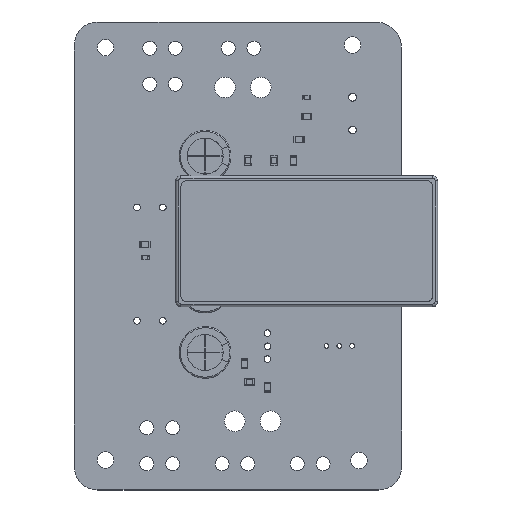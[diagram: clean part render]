
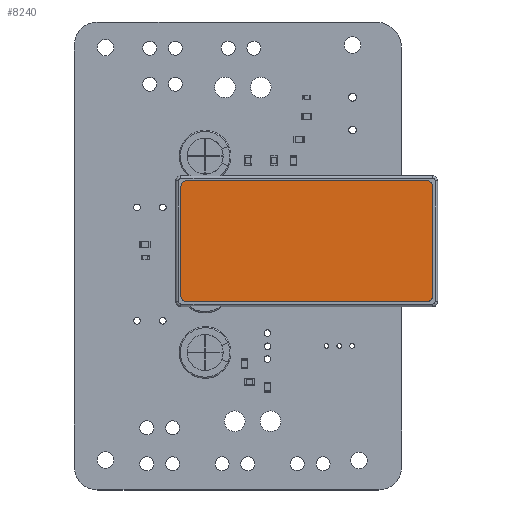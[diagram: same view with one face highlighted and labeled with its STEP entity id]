
A CAD part, top view. The second image highlights one B-rep face of the part: STEP entity #8240.
In plain terms, the highlighted planar face has unit normal (0, 0, 1).
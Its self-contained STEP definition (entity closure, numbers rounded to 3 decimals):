
#7586 = PLANE('',#7587);
#7587 = AXIS2_PLACEMENT_3D('',#7588,#7589,#7590);
#7588 = CARTESIAN_POINT('',(14.24,-34.56,10.2));
#7589 = DIRECTION('',(0.,-1.,0.));
#7590 = DIRECTION('',(-1.,0.,0.));
#7619 = CYLINDRICAL_SURFACE('',#7620,1.);
#7620 = AXIS2_PLACEMENT_3D('',#7621,#7622,#7623);
#7621 = CARTESIAN_POINT('',(13.24,-33.56,10.2));
#7622 = DIRECTION('',(0.,0.,1.));
#7623 = DIRECTION('',(0.,-1.,0.));
#7647 = PLANE('',#7648);
#7648 = AXIS2_PLACEMENT_3D('',#7649,#7650,#7651);
#7649 = CARTESIAN_POINT('',(14.24,14.24,10.2));
#7650 = DIRECTION('',(1.,0.,0.));
#7651 = DIRECTION('',(0.,-1.,0.));
#7680 = CYLINDRICAL_SURFACE('',#7681,1.);
#7681 = AXIS2_PLACEMENT_3D('',#7682,#7683,#7684);
#7682 = CARTESIAN_POINT('',(13.24,13.24,10.2));
#7683 = DIRECTION('',(0.,0.,1.));
#7684 = DIRECTION('',(1.,0.,-0.));
#7708 = PLANE('',#7709);
#7709 = AXIS2_PLACEMENT_3D('',#7710,#7711,#7712);
#7710 = CARTESIAN_POINT('',(-9.16,14.24,10.2));
#7711 = DIRECTION('',(0.,1.,0.));
#7712 = DIRECTION('',(1.,0.,0.));
#7741 = CYLINDRICAL_SURFACE('',#7742,1.);
#7742 = AXIS2_PLACEMENT_3D('',#7743,#7744,#7745);
#7743 = CARTESIAN_POINT('',(-8.16,13.24,10.2));
#7744 = DIRECTION('',(0.,0.,1.));
#7745 = DIRECTION('',(-1.,0.,0.));
#7769 = PLANE('',#7770);
#7770 = AXIS2_PLACEMENT_3D('',#7771,#7772,#7773);
#7771 = CARTESIAN_POINT('',(-9.16,-34.56,10.2));
#7772 = DIRECTION('',(-1.,0.,0.));
#7773 = DIRECTION('',(0.,1.,0.));
#7800 = CYLINDRICAL_SURFACE('',#7801,1.);
#7801 = AXIS2_PLACEMENT_3D('',#7802,#7803,#7804);
#7802 = CARTESIAN_POINT('',(-8.16,-33.56,10.2));
#7803 = DIRECTION('',(0.,0.,1.));
#7804 = DIRECTION('',(0.,-1.,0.));
#7837 = VERTEX_POINT('',#7838);
#7838 = CARTESIAN_POINT('',(13.24,-34.56,10.4));
#7859 = EDGE_CURVE('',#7837,#7860,#7862,.T.);
#7860 = VERTEX_POINT('',#7861);
#7861 = CARTESIAN_POINT('',(-8.16,-34.56,10.4));
#7862 = SURFACE_CURVE('',#7863,(#7867,#7874),.PCURVE_S1.);
#7863 = LINE('',#7864,#7865);
#7864 = CARTESIAN_POINT('',(14.24,-34.56,10.4));
#7865 = VECTOR('',#7866,1.);
#7866 = DIRECTION('',(-1.,0.,0.));
#7867 = PCURVE('',#7586,#7868);
#7868 = DEFINITIONAL_REPRESENTATION('',(#7869),#7873);
#7869 = LINE('',#7870,#7871);
#7870 = CARTESIAN_POINT('',(0.,-0.2));
#7871 = VECTOR('',#7872,1.);
#7872 = DIRECTION('',(1.,0.));
#7873 = ( GEOMETRIC_REPRESENTATION_CONTEXT(2) 
PARAMETRIC_REPRESENTATION_CONTEXT() REPRESENTATION_CONTEXT('2D SPACE',''
  ) );
#7874 = PCURVE('',#7875,#7880);
#7875 = PLANE('',#7876);
#7876 = AXIS2_PLACEMENT_3D('',#7877,#7878,#7879);
#7877 = CARTESIAN_POINT('',(2.54,-10.16,10.4));
#7878 = DIRECTION('',(-0.,-0.,-1.));
#7879 = DIRECTION('',(-1.,0.,0.));
#7880 = DEFINITIONAL_REPRESENTATION('',(#7881),#7885);
#7881 = LINE('',#7882,#7883);
#7882 = CARTESIAN_POINT('',(-11.7,-24.4));
#7883 = VECTOR('',#7884,1.);
#7884 = DIRECTION('',(1.,0.));
#7885 = ( GEOMETRIC_REPRESENTATION_CONTEXT(2) 
PARAMETRIC_REPRESENTATION_CONTEXT() REPRESENTATION_CONTEXT('2D SPACE',''
  ) );
#7911 = EDGE_CURVE('',#7860,#7912,#7914,.T.);
#7912 = VERTEX_POINT('',#7913);
#7913 = CARTESIAN_POINT('',(-9.16,-33.56,10.4));
#7914 = SURFACE_CURVE('',#7915,(#7920,#7927),.PCURVE_S1.);
#7915 = CIRCLE('',#7916,1.);
#7916 = AXIS2_PLACEMENT_3D('',#7917,#7918,#7919);
#7917 = CARTESIAN_POINT('',(-8.16,-33.56,10.4));
#7918 = DIRECTION('',(-0.,-0.,-1.));
#7919 = DIRECTION('',(0.,-1.,0.));
#7920 = PCURVE('',#7800,#7921);
#7921 = DEFINITIONAL_REPRESENTATION('',(#7922),#7926);
#7922 = LINE('',#7923,#7924);
#7923 = CARTESIAN_POINT('',(6.283,0.2));
#7924 = VECTOR('',#7925,1.);
#7925 = DIRECTION('',(-1.,0.));
#7926 = ( GEOMETRIC_REPRESENTATION_CONTEXT(2) 
PARAMETRIC_REPRESENTATION_CONTEXT() REPRESENTATION_CONTEXT('2D SPACE',''
  ) );
#7927 = PCURVE('',#7875,#7928);
#7928 = DEFINITIONAL_REPRESENTATION('',(#7929),#7933);
#7929 = CIRCLE('',#7930,1.);
#7930 = AXIS2_PLACEMENT_2D('',#7931,#7932);
#7931 = CARTESIAN_POINT('',(10.7,-23.4));
#7932 = DIRECTION('',(0.,-1.));
#7933 = ( GEOMETRIC_REPRESENTATION_CONTEXT(2) 
PARAMETRIC_REPRESENTATION_CONTEXT() REPRESENTATION_CONTEXT('2D SPACE',''
  ) );
#7962 = VERTEX_POINT('',#7963);
#7963 = CARTESIAN_POINT('',(-9.16,13.24,10.4));
#7986 = EDGE_CURVE('',#7912,#7962,#7987,.T.);
#7987 = SURFACE_CURVE('',#7988,(#7992,#7999),.PCURVE_S1.);
#7988 = LINE('',#7989,#7990);
#7989 = CARTESIAN_POINT('',(-9.16,-34.56,10.4));
#7990 = VECTOR('',#7991,1.);
#7991 = DIRECTION('',(0.,1.,0.));
#7992 = PCURVE('',#7769,#7993);
#7993 = DEFINITIONAL_REPRESENTATION('',(#7994),#7998);
#7994 = LINE('',#7995,#7996);
#7995 = CARTESIAN_POINT('',(0.,-0.2));
#7996 = VECTOR('',#7997,1.);
#7997 = DIRECTION('',(1.,0.));
#7998 = ( GEOMETRIC_REPRESENTATION_CONTEXT(2) 
PARAMETRIC_REPRESENTATION_CONTEXT() REPRESENTATION_CONTEXT('2D SPACE',''
  ) );
#7999 = PCURVE('',#7875,#8000);
#8000 = DEFINITIONAL_REPRESENTATION('',(#8001),#8005);
#8001 = LINE('',#8002,#8003);
#8002 = CARTESIAN_POINT('',(11.7,-24.4));
#8003 = VECTOR('',#8004,1.);
#8004 = DIRECTION('',(0.,1.));
#8005 = ( GEOMETRIC_REPRESENTATION_CONTEXT(2) 
PARAMETRIC_REPRESENTATION_CONTEXT() REPRESENTATION_CONTEXT('2D SPACE',''
  ) );
#8010 = EDGE_CURVE('',#7962,#8011,#8013,.T.);
#8011 = VERTEX_POINT('',#8012);
#8012 = CARTESIAN_POINT('',(-8.16,14.24,10.4));
#8013 = SURFACE_CURVE('',#8014,(#8019,#8026),.PCURVE_S1.);
#8014 = CIRCLE('',#8015,1.);
#8015 = AXIS2_PLACEMENT_3D('',#8016,#8017,#8018);
#8016 = CARTESIAN_POINT('',(-8.16,13.24,10.4));
#8017 = DIRECTION('',(-0.,-0.,-1.));
#8018 = DIRECTION('',(0.,-1.,0.));
#8019 = PCURVE('',#7741,#8020);
#8020 = DEFINITIONAL_REPRESENTATION('',(#8021),#8025);
#8021 = LINE('',#8022,#8023);
#8022 = CARTESIAN_POINT('',(7.854,0.2));
#8023 = VECTOR('',#8024,1.);
#8024 = DIRECTION('',(-1.,0.));
#8025 = ( GEOMETRIC_REPRESENTATION_CONTEXT(2) 
PARAMETRIC_REPRESENTATION_CONTEXT() REPRESENTATION_CONTEXT('2D SPACE',''
  ) );
#8026 = PCURVE('',#7875,#8027);
#8027 = DEFINITIONAL_REPRESENTATION('',(#8028),#8032);
#8028 = CIRCLE('',#8029,1.);
#8029 = AXIS2_PLACEMENT_2D('',#8030,#8031);
#8030 = CARTESIAN_POINT('',(10.7,23.4));
#8031 = DIRECTION('',(0.,-1.));
#8032 = ( GEOMETRIC_REPRESENTATION_CONTEXT(2) 
PARAMETRIC_REPRESENTATION_CONTEXT() REPRESENTATION_CONTEXT('2D SPACE',''
  ) );
#8061 = VERTEX_POINT('',#8062);
#8062 = CARTESIAN_POINT('',(13.24,14.24,10.4));
#8085 = EDGE_CURVE('',#8011,#8061,#8086,.T.);
#8086 = SURFACE_CURVE('',#8087,(#8091,#8098),.PCURVE_S1.);
#8087 = LINE('',#8088,#8089);
#8088 = CARTESIAN_POINT('',(-9.16,14.24,10.4));
#8089 = VECTOR('',#8090,1.);
#8090 = DIRECTION('',(1.,0.,0.));
#8091 = PCURVE('',#7708,#8092);
#8092 = DEFINITIONAL_REPRESENTATION('',(#8093),#8097);
#8093 = LINE('',#8094,#8095);
#8094 = CARTESIAN_POINT('',(0.,-0.2));
#8095 = VECTOR('',#8096,1.);
#8096 = DIRECTION('',(1.,0.));
#8097 = ( GEOMETRIC_REPRESENTATION_CONTEXT(2) 
PARAMETRIC_REPRESENTATION_CONTEXT() REPRESENTATION_CONTEXT('2D SPACE',''
  ) );
#8098 = PCURVE('',#7875,#8099);
#8099 = DEFINITIONAL_REPRESENTATION('',(#8100),#8104);
#8100 = LINE('',#8101,#8102);
#8101 = CARTESIAN_POINT('',(11.7,24.4));
#8102 = VECTOR('',#8103,1.);
#8103 = DIRECTION('',(-1.,0.));
#8104 = ( GEOMETRIC_REPRESENTATION_CONTEXT(2) 
PARAMETRIC_REPRESENTATION_CONTEXT() REPRESENTATION_CONTEXT('2D SPACE',''
  ) );
#8110 = VERTEX_POINT('',#8111);
#8111 = CARTESIAN_POINT('',(14.24,13.24,10.4));
#8134 = EDGE_CURVE('',#8110,#8061,#8135,.T.);
#8135 = SURFACE_CURVE('',#8136,(#8141,#8148),.PCURVE_S1.);
#8136 = CIRCLE('',#8137,1.);
#8137 = AXIS2_PLACEMENT_3D('',#8138,#8139,#8140);
#8138 = CARTESIAN_POINT('',(13.24,13.24,10.4));
#8139 = DIRECTION('',(-0.,0.,1.));
#8140 = DIRECTION('',(0.,-1.,0.));
#8141 = PCURVE('',#7680,#8142);
#8142 = DEFINITIONAL_REPRESENTATION('',(#8143),#8147);
#8143 = LINE('',#8144,#8145);
#8144 = CARTESIAN_POINT('',(-1.571,0.2));
#8145 = VECTOR('',#8146,1.);
#8146 = DIRECTION('',(1.,0.));
#8147 = ( GEOMETRIC_REPRESENTATION_CONTEXT(2) 
PARAMETRIC_REPRESENTATION_CONTEXT() REPRESENTATION_CONTEXT('2D SPACE',''
  ) );
#8148 = PCURVE('',#7875,#8149);
#8149 = DEFINITIONAL_REPRESENTATION('',(#8150),#8158);
#8150 = ( BOUNDED_CURVE() B_SPLINE_CURVE(2,(#8151,#8152,#8153,#8154,
#8155,#8156,#8157),.UNSPECIFIED.,.T.,.F.) B_SPLINE_CURVE_WITH_KNOTS((1,2
    ,2,2,2,1),(-2.094,0.,2.094,4.189,
6.283,8.378),.UNSPECIFIED.) CURVE() 
GEOMETRIC_REPRESENTATION_ITEM() RATIONAL_B_SPLINE_CURVE((1.,0.5,1.,0.5,
1.,0.5,1.)) REPRESENTATION_ITEM('') );
#8151 = CARTESIAN_POINT('',(-10.7,22.4));
#8152 = CARTESIAN_POINT('',(-12.432,22.4));
#8153 = CARTESIAN_POINT('',(-11.566,23.9));
#8154 = CARTESIAN_POINT('',(-10.7,25.4));
#8155 = CARTESIAN_POINT('',(-9.834,23.9));
#8156 = CARTESIAN_POINT('',(-8.968,22.4));
#8157 = CARTESIAN_POINT('',(-10.7,22.4));
#8158 = ( GEOMETRIC_REPRESENTATION_CONTEXT(2) 
PARAMETRIC_REPRESENTATION_CONTEXT() REPRESENTATION_CONTEXT('2D SPACE',''
  ) );
#8165 = EDGE_CURVE('',#8110,#8166,#8168,.T.);
#8166 = VERTEX_POINT('',#8167);
#8167 = CARTESIAN_POINT('',(14.24,-33.56,10.4));
#8168 = SURFACE_CURVE('',#8169,(#8173,#8180),.PCURVE_S1.);
#8169 = LINE('',#8170,#8171);
#8170 = CARTESIAN_POINT('',(14.24,14.24,10.4));
#8171 = VECTOR('',#8172,1.);
#8172 = DIRECTION('',(0.,-1.,0.));
#8173 = PCURVE('',#7647,#8174);
#8174 = DEFINITIONAL_REPRESENTATION('',(#8175),#8179);
#8175 = LINE('',#8176,#8177);
#8176 = CARTESIAN_POINT('',(0.,-0.2));
#8177 = VECTOR('',#8178,1.);
#8178 = DIRECTION('',(1.,0.));
#8179 = ( GEOMETRIC_REPRESENTATION_CONTEXT(2) 
PARAMETRIC_REPRESENTATION_CONTEXT() REPRESENTATION_CONTEXT('2D SPACE',''
  ) );
#8180 = PCURVE('',#7875,#8181);
#8181 = DEFINITIONAL_REPRESENTATION('',(#8182),#8186);
#8182 = LINE('',#8183,#8184);
#8183 = CARTESIAN_POINT('',(-11.7,24.4));
#8184 = VECTOR('',#8185,1.);
#8185 = DIRECTION('',(0.,-1.));
#8186 = ( GEOMETRIC_REPRESENTATION_CONTEXT(2) 
PARAMETRIC_REPRESENTATION_CONTEXT() REPRESENTATION_CONTEXT('2D SPACE',''
  ) );
#8215 = EDGE_CURVE('',#7837,#8166,#8216,.T.);
#8216 = SURFACE_CURVE('',#8217,(#8222,#8229),.PCURVE_S1.);
#8217 = CIRCLE('',#8218,1.);
#8218 = AXIS2_PLACEMENT_3D('',#8219,#8220,#8221);
#8219 = CARTESIAN_POINT('',(13.24,-33.56,10.4));
#8220 = DIRECTION('',(-0.,0.,1.));
#8221 = DIRECTION('',(0.,-1.,0.));
#8222 = PCURVE('',#7619,#8223);
#8223 = DEFINITIONAL_REPRESENTATION('',(#8224),#8228);
#8224 = LINE('',#8225,#8226);
#8225 = CARTESIAN_POINT('',(0.,0.2));
#8226 = VECTOR('',#8227,1.);
#8227 = DIRECTION('',(1.,0.));
#8228 = ( GEOMETRIC_REPRESENTATION_CONTEXT(2) 
PARAMETRIC_REPRESENTATION_CONTEXT() REPRESENTATION_CONTEXT('2D SPACE',''
  ) );
#8229 = PCURVE('',#7875,#8230);
#8230 = DEFINITIONAL_REPRESENTATION('',(#8231),#8239);
#8231 = ( BOUNDED_CURVE() B_SPLINE_CURVE(2,(#8232,#8233,#8234,#8235,
#8236,#8237,#8238),.UNSPECIFIED.,.T.,.F.) B_SPLINE_CURVE_WITH_KNOTS((1,2
    ,2,2,2,1),(-2.094,0.,2.094,4.189,
6.283,8.378),.UNSPECIFIED.) CURVE() 
GEOMETRIC_REPRESENTATION_ITEM() RATIONAL_B_SPLINE_CURVE((1.,0.5,1.,0.5,
1.,0.5,1.)) REPRESENTATION_ITEM('') );
#8232 = CARTESIAN_POINT('',(-10.7,-24.4));
#8233 = CARTESIAN_POINT('',(-12.432,-24.4));
#8234 = CARTESIAN_POINT('',(-11.566,-22.9));
#8235 = CARTESIAN_POINT('',(-10.7,-21.4));
#8236 = CARTESIAN_POINT('',(-9.834,-22.9));
#8237 = CARTESIAN_POINT('',(-8.968,-24.4));
#8238 = CARTESIAN_POINT('',(-10.7,-24.4));
#8239 = ( GEOMETRIC_REPRESENTATION_CONTEXT(2) 
PARAMETRIC_REPRESENTATION_CONTEXT() REPRESENTATION_CONTEXT('2D SPACE',''
  ) );
#8240 = ADVANCED_FACE('',(#8241),#7875,.F.);
#8241 = FACE_BOUND('',#8242,.F.);
#8242 = EDGE_LOOP('',(#8243,#8244,#8245,#8246,#8247,#8248,#8249,#8250));
#8243 = ORIENTED_EDGE('',*,*,#8165,.T.);
#8244 = ORIENTED_EDGE('',*,*,#8215,.F.);
#8245 = ORIENTED_EDGE('',*,*,#7859,.T.);
#8246 = ORIENTED_EDGE('',*,*,#7911,.T.);
#8247 = ORIENTED_EDGE('',*,*,#7986,.T.);
#8248 = ORIENTED_EDGE('',*,*,#8010,.T.);
#8249 = ORIENTED_EDGE('',*,*,#8085,.T.);
#8250 = ORIENTED_EDGE('',*,*,#8134,.F.);
